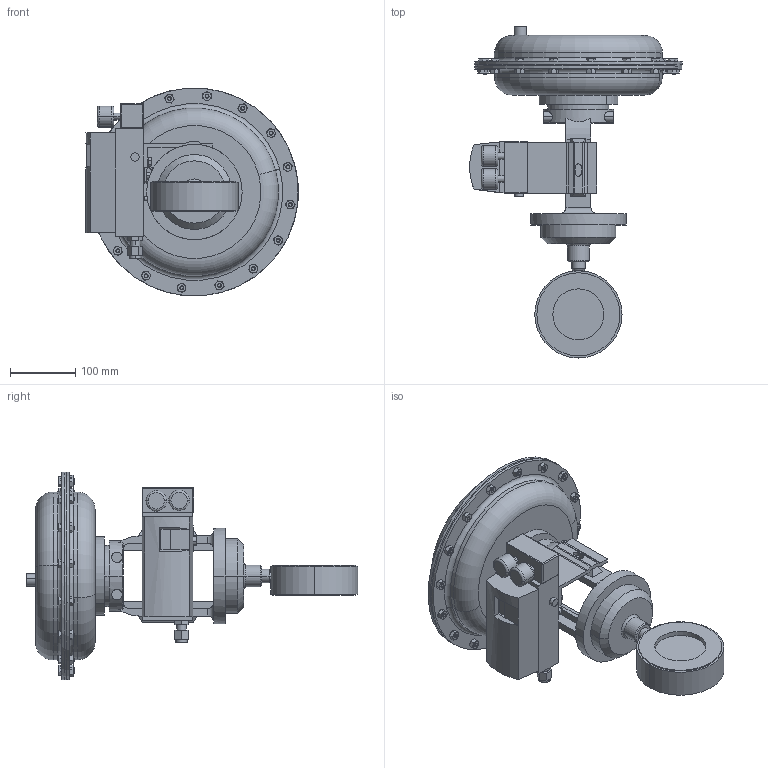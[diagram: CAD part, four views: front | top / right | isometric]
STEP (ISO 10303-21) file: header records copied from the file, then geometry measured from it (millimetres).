
FILE_DESCRIPTION (( 'STEP AP203' ), '1' );
FILE_NAME ('75SP-300-CS+S6-I3-55M-16IQ.step', '2017-10-27T12:45:06', ( '' ), ( '' ), 'SwSTEP 2.0', 'SolidWorks 2014', '' );
FILE_SCHEMA (( 'CONFIG_CONTROL_DESIGN' ));
Length unit declared in the file: inch
Products named in the file (1): 75SP-300-CS+S6-I3-55M-16IQ
Bounding box: 324.83 x 506.95 x 317.2 mm (x, y, z)
Volume: 7846522.3 mm3; surface area: 479695.9 mm2
Topology: 1 solids, 1 shells, 959 faces, 2232 edges, 1366 vertices
Faces by surface type: plane 431, cone 334, cylinder 127, bspline 44, torus 21, sphere 2
Entity records: 32934 total; most frequent: CARTESIAN_POINT 12155, ORIENTED_EDGE 4456, DIRECTION 3974, EDGE_CURVE 2228, AXIS2_PLACEMENT_3D 1546, VERTEX_POINT 1366, EDGE_LOOP 1058, ADVANCED_FACE 959
